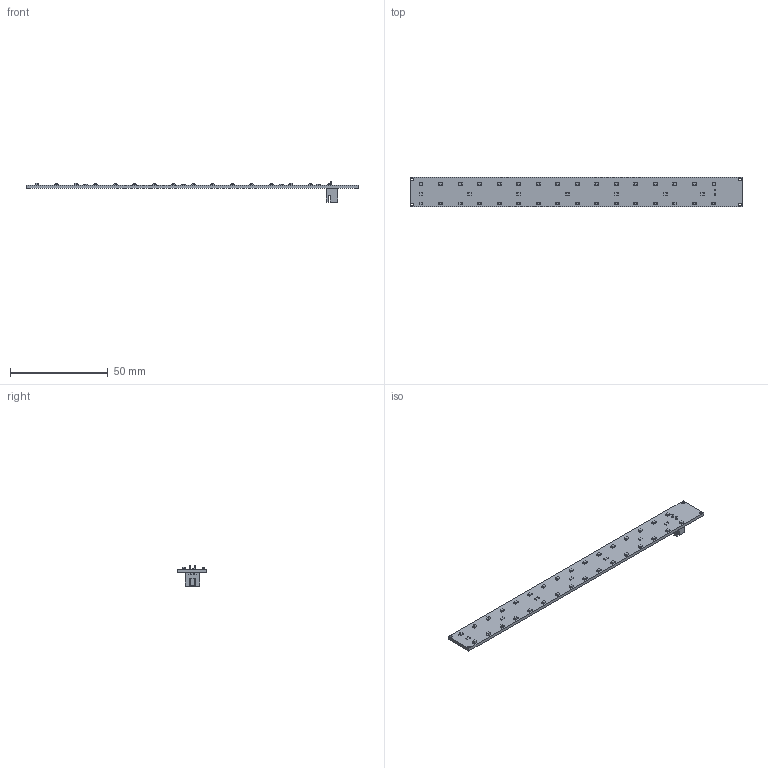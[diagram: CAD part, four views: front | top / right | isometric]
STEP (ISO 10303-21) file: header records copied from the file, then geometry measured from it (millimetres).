
FILE_DESCRIPTION(('KiCad electronic assembly'),'2;1');
FILE_NAME('Brake_Light.step','2023-11-23T23:41:38',('Pcbnew'),('Kicad'), 'Open CASCADE STEP processor 7.7','KiCad to STEP converter','Unknown' );
FILE_SCHEMA(('AUTOMOTIVE_DESIGN { 1 0 10303 214 1 1 1 1 }'));
Length unit declared in the file: millimetre
Products named in the file (8): Brake_Light 1; R_0805_2012Metric; SOLID; LED_0805_2012Metric; JST_XH_B2B-XH-A_1x02_P2.50mm_Vertical; Brake_Light PCB
Assembly tree (44 placements, depth 3):
  Brake_Light 1
    R_0805_2012Metric  x7
      SOLID
    LED_0805_2012Metric  x32
      SOLID
    JST_XH_B2B-XH-A_1x02_P2.50mm_Vertical
      SOLID
    Brake_Light PCB
Bounding box: 170 x 15 x 10.4 mm (x, y, z)
Volume: 4297.6 mm3; surface area: 6522.4 mm2
Topology: 41 solids, 41 shells, 1883 faces, 5001 edges, 3236 vertices
Faces by surface type: plane 1561, cylinder 322
Full cylindrical faces by diameter (mm): 1 x2, 1.4 x4
Entity records: 13234 total; most frequent: CARTESIAN_POINT 2118, DIRECTION 1876, LINE 1306, VECTOR 1306, ORIENTED_EDGE 940, PCURVE 940, DEFINITIONAL_REPRESENTATION 940, EDGE_CURVE 470
